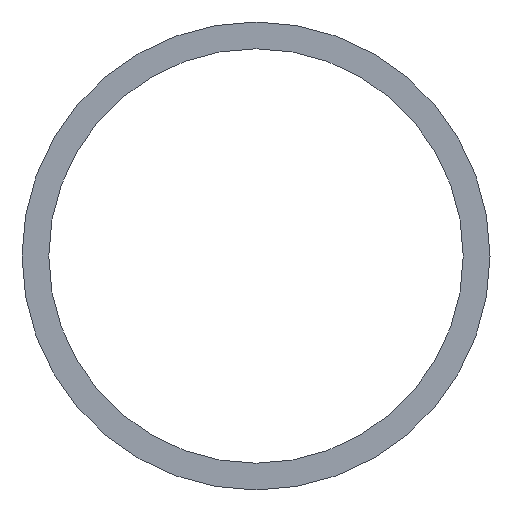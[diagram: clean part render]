
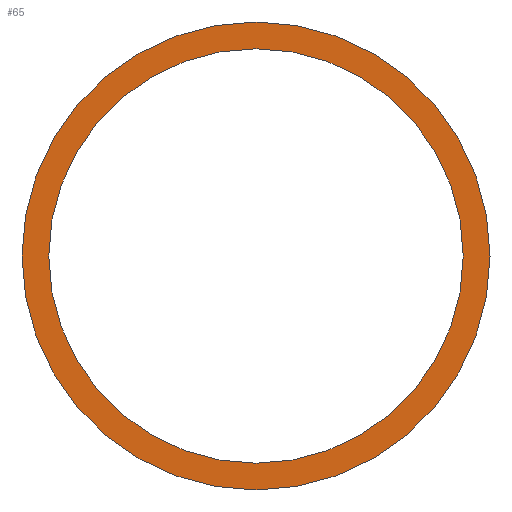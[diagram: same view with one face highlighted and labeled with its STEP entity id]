
A CAD part, left-side view. The second image highlights one B-rep face of the part: STEP entity #65.
In plain terms, the highlighted planar face has unit normal (-1, 0, 0).
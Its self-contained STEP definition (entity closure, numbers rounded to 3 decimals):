
#65 = ADVANCED_FACE( '', ( #137, #138 ), #139, .F. );
#79 = VERTEX_POINT( '', #154 );
#81 = EDGE_CURVE( '', #91, #93, #156, .T. );
#87 = EDGE_CURVE( '', #79, #99, #162, .T. );
#91 = VERTEX_POINT( '', #168 );
#93 = VERTEX_POINT( '', #170 );
#95 = EDGE_CURVE( '', #93, #91, #172, .T. );
#99 = VERTEX_POINT( '', #176 );
#101 = EDGE_CURVE( '', #99, #79, #178, .T. );
#137 = FACE_OUTER_BOUND( '', #210, .T. );
#138 = FACE_BOUND( '', #211, .T. );
#139 = PLANE( '', #212 );
#154 = CARTESIAN_POINT( '', ( 0., 0., 70. ) );
#156 = CIRCLE( '', #235, 62. );
#162 = CIRCLE( '', #241, 70. );
#168 = CARTESIAN_POINT( '', ( 0., 0., -62. ) );
#170 = CARTESIAN_POINT( '', ( 0., 0., 62. ) );
#172 = CIRCLE( '', #252, 62. );
#176 = CARTESIAN_POINT( '', ( 0., 0., -70. ) );
#178 = CIRCLE( '', #261, 70. );
#210 = EDGE_LOOP( '', ( #293, #294 ) );
#211 = EDGE_LOOP( '', ( #295, #296 ) );
#212 = AXIS2_PLACEMENT_3D( '', #297, #298, #299 );
#235 = AXIS2_PLACEMENT_3D( '', #313, #314, #315 );
#241 = AXIS2_PLACEMENT_3D( '', #317, #318, #319 );
#252 = AXIS2_PLACEMENT_3D( '', #328, #329, #330 );
#261 = AXIS2_PLACEMENT_3D( '', #332, #333, #334 );
#293 = ORIENTED_EDGE( '', *, *, #101, .F. );
#294 = ORIENTED_EDGE( '', *, *, #87, .F. );
#295 = ORIENTED_EDGE( '', *, *, #81, .T. );
#296 = ORIENTED_EDGE( '', *, *, #95, .T. );
#297 = CARTESIAN_POINT( '', ( 0., 0., 0. ) );
#298 = DIRECTION( '', ( 1., 0., 0. ) );
#299 = DIRECTION( '', ( 0., 0., -1. ) );
#313 = CARTESIAN_POINT( '', ( 0., 0., 0. ) );
#314 = DIRECTION( '', ( 1., 0., 0. ) );
#315 = DIRECTION( '', ( 0., 0., -1. ) );
#317 = CARTESIAN_POINT( '', ( 0., 0., 0. ) );
#318 = DIRECTION( '', ( 1., 0., 0. ) );
#319 = DIRECTION( '', ( 0., 0., -1. ) );
#328 = CARTESIAN_POINT( '', ( 0., 0., 0. ) );
#329 = DIRECTION( '', ( 1., 0., 0. ) );
#330 = DIRECTION( '', ( 0., 0., -1. ) );
#332 = CARTESIAN_POINT( '', ( 0., 0., 0. ) );
#333 = DIRECTION( '', ( 1., 0., 0. ) );
#334 = DIRECTION( '', ( 0., 0., -1. ) );
